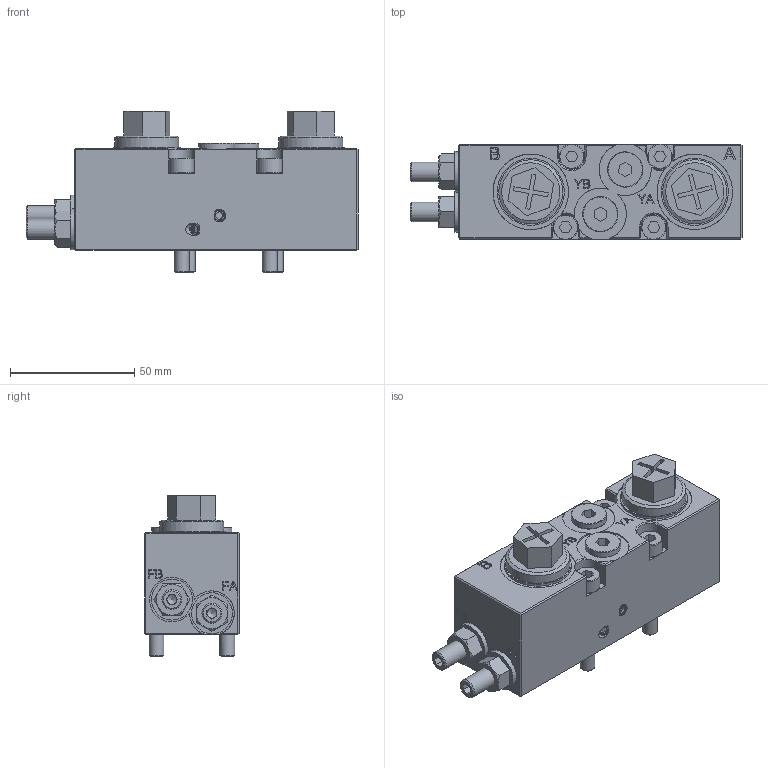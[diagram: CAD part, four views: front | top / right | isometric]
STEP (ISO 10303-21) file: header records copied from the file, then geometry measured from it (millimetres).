
FILE_DESCRIPTION(/* description */ ('Unknown'),/* implementation_level */ '2;1');
FILE_NAME(/* name */ 'AP-1031-303',/* time_stamp */ '2021-05-19T11:31:23+02:00',/* author */ ('Unknown'),/* organization */ ('Unknown'),/* preprocessor_version */ 'ST-DEVELOPER v16.7',/* originating_system */ 'Solid Edge',/* authorisation */ 'Unknown');
FILE_SCHEMA (('AUTOMOTIVE_DESIGN {1 0 10303 214 3 1 1}'));
Length unit declared in the file: millimetre
Products named in the file (22): AP-1031-303; AP-1031-F01-002_oa_0; WV-1401-908; WU-1506-040_oa_1; WU-1506-040_oa_2; WU-1506-040_oa_3; WU-1506-040_oa_4; WU-4604-041_oa_5; AP-1010-001-007-A_oa_6; AP-1010-001-011_oa_7; AP-1010-001-008-A_oa_8; WU-4604-040_oa_9; AP-1010-001-007-A_oa_10; AP-1010-001-011_oa_11; AP-1010-001-008-A_oa_12; AP-1010-001-006_oa_13; AP-1010-001-006_oa_14; XO-0013-026_oa_15; WU-4604-040_oa_16; XO-0013-026_oa_17; WW-5800-005_oa_18; WW-5800-005_oa_19
Assembly tree (22 placements, depth 2):
  AP-1031-303
    AP-1031-F01-002_oa_0
    WV-1401-908  x2
    WU-1506-040_oa_1
    WU-1506-040_oa_2
    WU-1506-040_oa_3
    WU-1506-040_oa_4
    WU-4604-041_oa_5
    AP-1010-001-007-A_oa_6
    AP-1010-001-011_oa_7
    AP-1010-001-008-A_oa_8
    WU-4604-040_oa_9
    AP-1010-001-007-A_oa_10
    AP-1010-001-011_oa_11
    AP-1010-001-008-A_oa_12
    AP-1010-001-006_oa_13
    AP-1010-001-006_oa_14
    XO-0013-026_oa_15
    WU-4604-040_oa_16
    XO-0013-026_oa_17
    WW-5800-005_oa_18
    WW-5800-005_oa_19
Bounding box: 133.6 x 38.56 x 64.99 mm (x, y, z)
Volume: 76690.3 mm3; surface area: 52962.4 mm2
Topology: 17 solids, 17 shells, 561 faces, 1373 edges, 886 vertices
Faces by surface type: plane 388, cylinder 91, cone 36, torus 24, bspline 22
Full cylindrical faces by diameter (mm): 3 x5, 3.75 x1, 4 x5, 5 x1, 6 x4, 6.3 x4, 6.647 x2, 6.917 x2, 8 x2, 9.2 x2, 9.738 x2, 10 x6, 11 x2, 13 x2, 14.2 x2, 16.5 x2, 17.33 x2, 19 x2, 25.8 x2, 27 x2
Entity records: 16489 total; most frequent: CARTESIAN_POINT 3837, DIRECTION 2428, ORIENTED_EDGE 2372, EDGE_CURVE 1186, AXIS2_PLACEMENT_3D 874, VERTEX_POINT 819, FACE_BOUND 743, EDGE_LOOP 741
